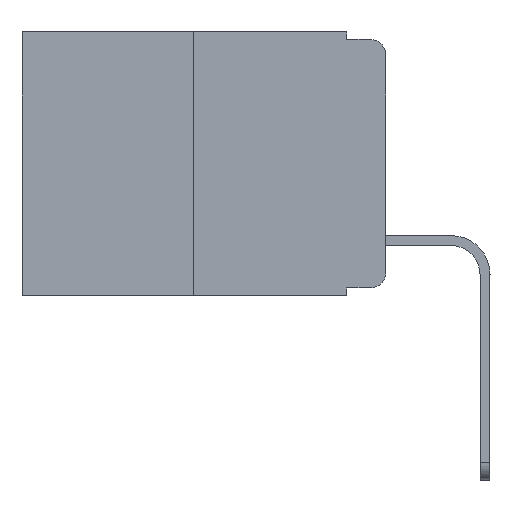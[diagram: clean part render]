
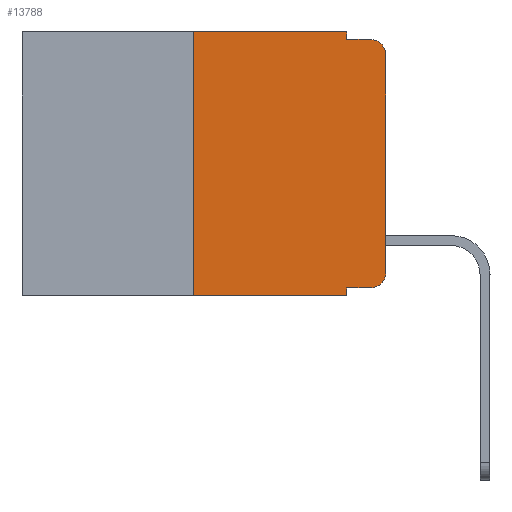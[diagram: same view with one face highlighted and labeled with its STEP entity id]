
A CAD part, left-side view. The second image highlights one B-rep face of the part: STEP entity #13788.
In plain terms, the highlighted planar face has unit normal (-1, 0, 0).
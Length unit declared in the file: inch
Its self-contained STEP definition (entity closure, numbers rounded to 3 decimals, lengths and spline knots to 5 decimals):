
#91 = ORIENTED_EDGE ( 'NONE', *, *, #14582, .F. ) ;
#507 = VECTOR ( 'NONE', #3758, 39.37008 ) ;
#545 = VERTEX_POINT ( 'NONE', #13028 ) ;
#702 = DIRECTION ( 'NONE',  ( 0., 0., 1. ) ) ;
#1931 = ORIENTED_EDGE ( 'NONE', *, *, #7008, .F. ) ;
#2298 = CARTESIAN_POINT ( 'NONE',  ( 0., 0.25, 0. ) ) ;
#2519 = CARTESIAN_POINT ( 'NONE',  ( 0., 0.25, 0. ) ) ;
#2888 = DIRECTION ( 'NONE',  ( 1., 0., 0. ) ) ;
#3202 = CARTESIAN_POINT ( 'NONE',  ( 0., 0.02, -0.313 ) ) ;
#3610 = CARTESIAN_POINT ( 'NONE',  ( 0., 0.473, 0. ) ) ;
#3725 = CARTESIAN_POINT ( 'NONE',  ( 0., 0.051, -0.01 ) ) ;
#3758 = DIRECTION ( 'NONE',  ( 0., -1., 0. ) ) ;
#3782 = DIRECTION ( 'NONE',  ( -1., 0., 0. ) ) ;
#3909 = VERTEX_POINT ( 'NONE', #13278 ) ;
#4388 = CIRCLE ( 'NONE', #16705, 0.02 ) ;
#5492 = ORIENTED_EDGE ( 'NONE', *, *, #8050, .F. ) ;
#5524 = EDGE_CURVE ( 'NONE', #20719, #3909, #14910, .T. ) ;
#6106 = VERTEX_POINT ( 'NONE', #2298 ) ;
#6560 = VECTOR ( 'NONE', #19252, 39.37008 ) ;
#6594 = ORIENTED_EDGE ( 'NONE', *, *, #20353, .F. ) ;
#6641 = VECTOR ( 'NONE', #18161, 39.37008 ) ;
#7008 = EDGE_CURVE ( 'NONE', #9352, #19381, #17371, .T. ) ;
#7231 = DIRECTION ( 'NONE',  ( 0., -1., 0. ) ) ;
#7337 = CARTESIAN_POINT ( 'NONE',  ( 0., 0.02, -0.01 ) ) ;
#7814 = CARTESIAN_POINT ( 'NONE',  ( 0., 0.051, -0.333 ) ) ;
#8050 = EDGE_CURVE ( 'NONE', #15764, #6106, #14033, .T. ) ;
#8286 = CARTESIAN_POINT ( 'NONE',  ( 0., 0.051, -0.333 ) ) ;
#9352 = VERTEX_POINT ( 'NONE', #15361 ) ;
#9633 = CARTESIAN_POINT ( 'NONE',  ( 0., 0.051, -0.343 ) ) ;
#9770 = AXIS2_PLACEMENT_3D ( 'NONE', #13398, #2888, #9947 ) ;
#9947 = DIRECTION ( 'NONE',  ( 0., 0., -1. ) ) ;
#10108 = LINE ( 'NONE', #3610, #507 ) ;
#10777 = LINE ( 'NONE', #10803, #22219 ) ;
#10803 = CARTESIAN_POINT ( 'NONE',  ( 0., 0.473, -0.343 ) ) ;
#10829 = DIRECTION ( 'NONE',  ( 0., 0., -1. ) ) ;
#11181 = EDGE_CURVE ( 'NONE', #12431, #18936, #13669, .T. ) ;
#11195 = CARTESIAN_POINT ( 'NONE',  ( 0., 0.051, 0. ) ) ;
#11478 = EDGE_CURVE ( 'NONE', #20719, #18168, #15814, .T. ) ;
#11601 = PLANE ( 'NONE',  #9770 ) ;
#12431 = VERTEX_POINT ( 'NONE', #21702 ) ;
#13028 = CARTESIAN_POINT ( 'NONE',  ( 0., 0.051, 0. ) ) ;
#13278 = CARTESIAN_POINT ( 'NONE',  ( 0., 0.02, -0.333 ) ) ;
#13398 = CARTESIAN_POINT ( 'NONE',  ( 0., 0.473, 0. ) ) ;
#13413 = CARTESIAN_POINT ( 'NONE',  ( 0., 0.051, 0. ) ) ;
#13669 = LINE ( 'NONE', #15273, #22414 ) ;
#13788 = ADVANCED_FACE ( 'NONE', ( #19349 ), #11601, .F. ) ;
#13964 = CARTESIAN_POINT ( 'NONE',  ( 0., 0.02, -0.03 ) ) ;
#13981 = EDGE_CURVE ( 'NONE', #18936, #19381, #4388, .T. ) ;
#14033 = LINE ( 'NONE', #2519, #17044 ) ;
#14129 = ORIENTED_EDGE ( 'NONE', *, *, #11478, .F. ) ;
#14582 = EDGE_CURVE ( 'NONE', #6106, #545, #10108, .T. ) ;
#14845 = AXIS2_PLACEMENT_3D ( 'NONE', #3202, #22471, #17398 ) ;
#14910 = LINE ( 'NONE', #8286, #22540 ) ;
#15273 = CARTESIAN_POINT ( 'NONE',  ( 0., 0., 0. ) ) ;
#15361 = CARTESIAN_POINT ( 'NONE',  ( 0., 0.051, -0.01 ) ) ;
#15764 = VERTEX_POINT ( 'NONE', #20659 ) ;
#15814 = LINE ( 'NONE', #11195, #6641 ) ;
#16158 = LINE ( 'NONE', #13413, #18622 ) ;
#16422 = EDGE_CURVE ( 'NONE', #3909, #12431, #18929, .T. ) ;
#16445 = ORIENTED_EDGE ( 'NONE', *, *, #11181, .T. ) ;
#16705 = AXIS2_PLACEMENT_3D ( 'NONE', #13964, #3782, #10829 ) ;
#16903 = DIRECTION ( 'NONE',  ( 0., -1., 0. ) ) ;
#17044 = VECTOR ( 'NONE', #702, 39.37008 ) ;
#17100 = DIRECTION ( 'NONE',  ( 0., 0., 1. ) ) ;
#17302 = CARTESIAN_POINT ( 'NONE',  ( 0., 0., -0.03 ) ) ;
#17371 = LINE ( 'NONE', #3725, #6560 ) ;
#17398 = DIRECTION ( 'NONE',  ( 0., 0., -1. ) ) ;
#18161 = DIRECTION ( 'NONE',  ( 0., 0., -1. ) ) ;
#18168 = VERTEX_POINT ( 'NONE', #9633 ) ;
#18622 = VECTOR ( 'NONE', #22270, 39.37008 ) ;
#18811 = ORIENTED_EDGE ( 'NONE', *, *, #13981, .T. ) ;
#18929 = CIRCLE ( 'NONE', #14845, 0.02 ) ;
#18936 = VERTEX_POINT ( 'NONE', #17302 ) ;
#18976 = ORIENTED_EDGE ( 'NONE', *, *, #16422, .T. ) ;
#19067 = ORIENTED_EDGE ( 'NONE', *, *, #19896, .T. ) ;
#19252 = DIRECTION ( 'NONE',  ( 0., -1., 0. ) ) ;
#19349 = FACE_OUTER_BOUND ( 'NONE', #21848, .T. ) ;
#19381 = VERTEX_POINT ( 'NONE', #7337 ) ;
#19896 = EDGE_CURVE ( 'NONE', #15764, #18168, #10777, .T. ) ;
#20353 = EDGE_CURVE ( 'NONE', #545, #9352, #16158, .T. ) ;
#20659 = CARTESIAN_POINT ( 'NONE',  ( 0., 0.25, -0.343 ) ) ;
#20719 = VERTEX_POINT ( 'NONE', #7814 ) ;
#21341 = ORIENTED_EDGE ( 'NONE', *, *, #5524, .T. ) ;
#21702 = CARTESIAN_POINT ( 'NONE',  ( 0., 0., -0.313 ) ) ;
#21848 = EDGE_LOOP ( 'NONE', ( #16445, #18811, #1931, #6594, #91, #5492, #19067, #14129, #21341, #18976 ) ) ;
#22219 = VECTOR ( 'NONE', #7231, 39.37008 ) ;
#22270 = DIRECTION ( 'NONE',  ( 0., 0., -1. ) ) ;
#22414 = VECTOR ( 'NONE', #17100, 39.37008 ) ;
#22471 = DIRECTION ( 'NONE',  ( -1., 0., 0. ) ) ;
#22540 = VECTOR ( 'NONE', #16903, 39.37008 ) ;
